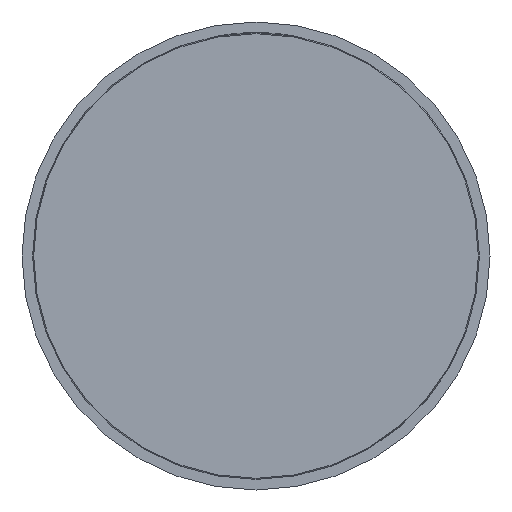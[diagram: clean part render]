
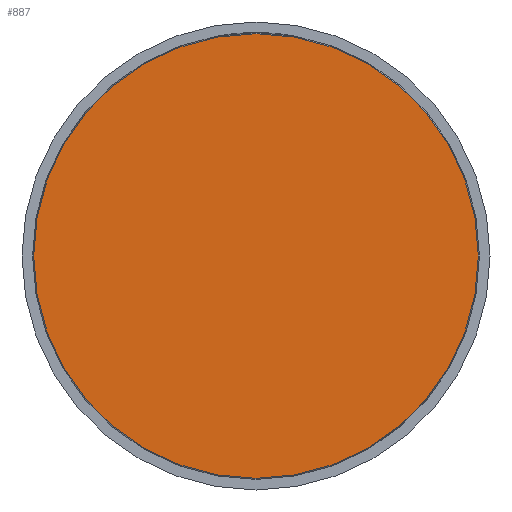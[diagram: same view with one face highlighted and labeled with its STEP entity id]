
A CAD part, front view. The second image highlights one B-rep face of the part: STEP entity #887.
In plain terms, the highlighted planar face has unit normal (0, -1, 0).
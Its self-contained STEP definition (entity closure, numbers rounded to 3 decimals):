
#108 = AXIS2_PLACEMENT_3D ( 'NONE', #617, #1155, #2468 ) ;
#245 = VERTEX_POINT ( 'NONE', #841 ) ;
#364 = CIRCLE ( 'NONE', #1728, 3.135 ) ;
#617 = CARTESIAN_POINT ( 'NONE',  ( 0., -22., 0. ) ) ;
#699 = AXIS2_PLACEMENT_3D ( 'NONE', #2584, #2352, #1017 ) ;
#841 = CARTESIAN_POINT ( 'NONE',  ( 3.135, -22., 0. ) ) ;
#871 = EDGE_CURVE ( 'Defeature ausgef�hrt1_4+Defeature ausgef�hrt1_5+Defeature ausgef�hrt1_5+Defeature ausgef�hrt1_5', #1737, #245, #364, .T. ) ;
#887 = ADVANCED_FACE ( 'Defeature ausgef�hrt1_5', ( #2769 ), #2606, .F. ) ;
#992 = DIRECTION ( 'NONE',  ( 0., 1., 0. ) ) ;
#1017 = DIRECTION ( 'NONE',  ( 1., 0., 0. ) ) ;
#1155 = DIRECTION ( 'NONE',  ( 0., 1., 0. ) ) ;
#1268 = CARTESIAN_POINT ( 'NONE',  ( 0., -22., 0. ) ) ;
#1514 = EDGE_LOOP ( 'NONE', ( #1581, #1790 ) ) ;
#1564 = CARTESIAN_POINT ( 'NONE',  ( -3.135, -22., 0. ) ) ;
#1581 = ORIENTED_EDGE ( 'NONE', *, *, #3269, .F. ) ;
#1728 = AXIS2_PLACEMENT_3D ( 'NONE', #1268, #992, #2084 ) ;
#1737 = VERTEX_POINT ( 'NONE', #1564 ) ;
#1790 = ORIENTED_EDGE ( 'NONE', *, *, #871, .F. ) ;
#2084 = DIRECTION ( 'NONE',  ( 1., 0., 0. ) ) ;
#2352 = DIRECTION ( 'NONE',  ( 0., 1., 0. ) ) ;
#2468 = DIRECTION ( 'NONE',  ( 1., 0., 0. ) ) ;
#2584 = CARTESIAN_POINT ( 'NONE',  ( 0., -22., 0. ) ) ;
#2606 = PLANE ( 'NONE',  #699 ) ;
#2759 = CIRCLE ( 'NONE', #108, 3.135 ) ;
#2769 = FACE_OUTER_BOUND ( 'NONE', #1514, .T. ) ;
#3269 = EDGE_CURVE ( 'Defeature ausgef�hrt1_4+Defeature ausgef�hrt1_5+Defeature ausgef�hrt1_5+Defeature ausgef�hrt1_5', #245, #1737, #2759, .T. ) ;
